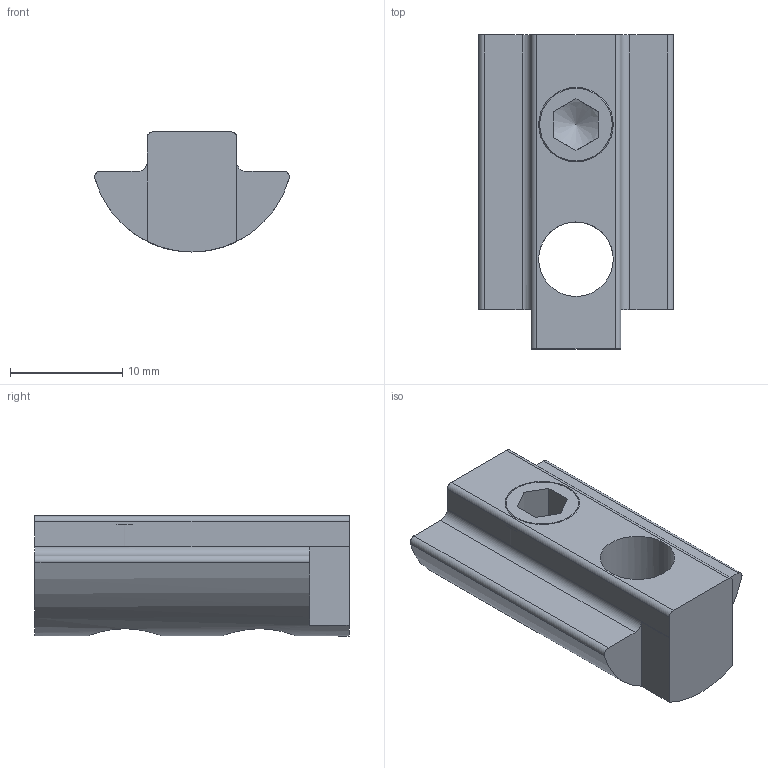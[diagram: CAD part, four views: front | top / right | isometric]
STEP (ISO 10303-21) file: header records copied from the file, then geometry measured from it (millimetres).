
FILE_DESCRIPTION(/* description */ ('GK Nutenstein - Spezial'),/* implementation_level */ '2;1');
FILE_NAME(/* name */ 'SV2060V_A.stp',/* time_stamp */ '2015-11-30T10:40:59+01:00',/* author */ ('Marina Kaa'),/* organization */ (''),/* preprocessor_version */ 'ST-DEVELOPER v15.6',/* originating_system */ 'Autodesk Inventor 2015',/* authorisation */ '');
FILE_SCHEMA (('AUTOMOTIVE_DESIGN { 1 0 10303 214 3 1 1 }'));
Length unit declared in the file: millimetre
Products named in the file (3): ME1639111_A; DK0913080100_A; SV2060V_A
Bounding box: 17.36 x 28 x 10.7 mm (x, y, z)
Volume: 2985.5 mm3; surface area: 2226.6 mm2
Topology: 2 solids, 2 shells, 32 faces, 81 edges, 53 vertices
Faces by surface type: plane 19, cylinder 10, cone 3
Full cylindrical faces by diameter (mm): 6.647 x2, 8 x1
Entity records: 1062 total; most frequent: CARTESIAN_POINT 241, DIRECTION 164, ORIENTED_EDGE 148, EDGE_CURVE 74, AXIS2_PLACEMENT_3D 61, VERTEX_POINT 52, EDGE_LOOP 42, LINE 42
